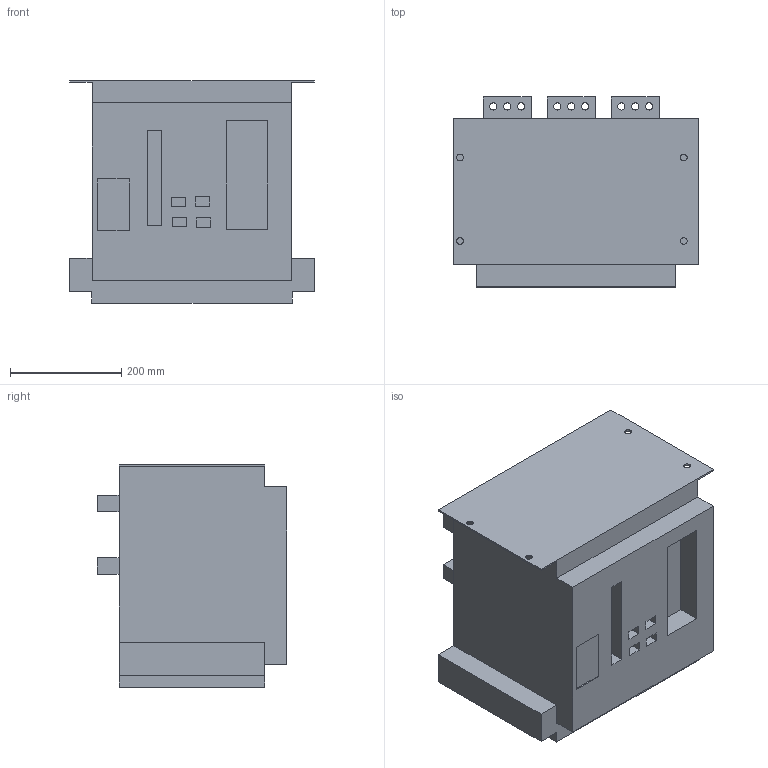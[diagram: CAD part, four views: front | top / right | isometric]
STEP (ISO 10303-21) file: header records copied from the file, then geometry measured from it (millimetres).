
FILE_DESCRIPTION((''),'2;1');
FILE_NAME('NXA32-G-3200-325S','2019-04-25T',('wqli'),(''),'CREO PARAMETRIC BY PTC INC, 2015480','CREO PARAMETRIC BY PTC INC, 2015480','');
FILE_SCHEMA(('CONFIG_CONTROL_DESIGN'));
Length unit declared in the file: millimetre
Products named in the file (1): NXA32-G-3200-325S
Bounding box: 439 x 341 x 400 mm (x, y, z)
Volume: 43016891.6 mm3; surface area: 955008.5 mm2
Topology: 1 solids, 1 shells, 131 faces, 348 edges, 232 vertices
Faces by surface type: plane 87, cylinder 44
Entity records: 4196 total; most frequent: CARTESIAN_POINT 711, DIRECTION 698, ORIENTED_EDGE 696, EDGE_CURVE 348, VECTOR 260, LINE 260, VERTEX_POINT 232, AXIS2_PLACEMENT_3D 219
